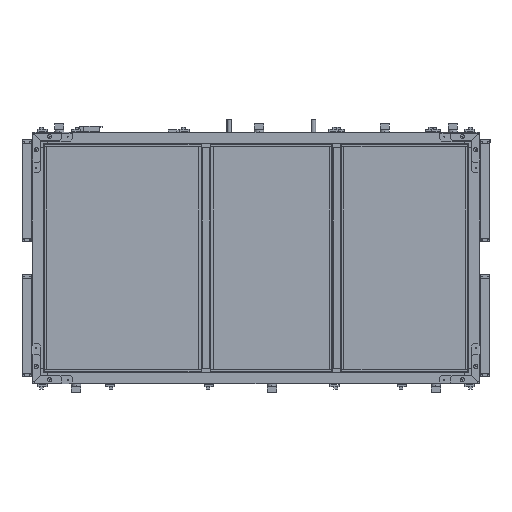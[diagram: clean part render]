
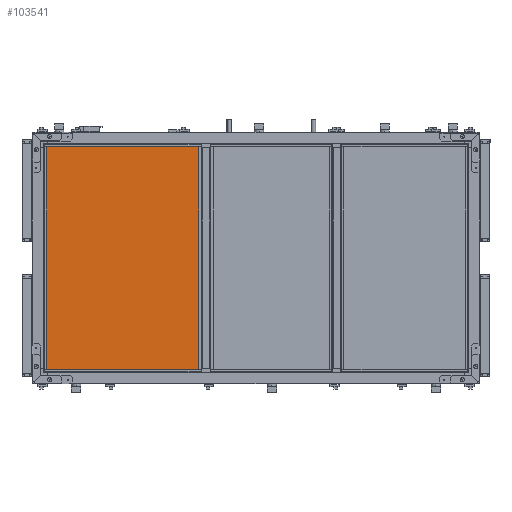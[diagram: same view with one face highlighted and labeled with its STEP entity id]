
A CAD part, front view. The second image highlights one B-rep face of the part: STEP entity #103541.
In plain terms, the highlighted face is planar.
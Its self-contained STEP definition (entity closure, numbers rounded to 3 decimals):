
#773 = VECTOR ( 'NONE', #1095, 1000. ) ;
#1095 = DIRECTION ( 'NONE',  ( 0., 1., 0. ) ) ;
#15131 = VERTEX_POINT ( 'NONE', #87535 ) ;
#20839 = DIRECTION ( 'NONE',  ( 1., 0., 0. ) ) ;
#23370 = CARTESIAN_POINT ( 'NONE',  ( -383.7, 556.2, 0. ) ) ;
#34737 = EDGE_CURVE ( 'NONE', #74004, #15131, #110521, .T. ) ;
#34847 = CARTESIAN_POINT ( 'NONE',  ( -383.7, -556.2, 0. ) ) ;
#35193 = DIRECTION ( 'NONE',  ( -1., 0., 0. ) ) ;
#40696 = EDGE_LOOP ( 'NONE', ( #89182, #73218, #143690, #130640 ) ) ;
#45454 = CARTESIAN_POINT ( 'NONE',  ( 383.7, 556.2, 0. ) ) ;
#48898 = DIRECTION ( 'NONE',  ( 0., 0., -1. ) ) ;
#48924 = EDGE_CURVE ( 'NONE', #15131, #56367, #133363, .T. ) ;
#50616 = VECTOR ( 'NONE', #131315, 1000. ) ;
#51743 = AXIS2_PLACEMENT_3D ( 'NONE', #105209, #48898, #99905 ) ;
#56367 = VERTEX_POINT ( 'NONE', #77981 ) ;
#60010 = PLANE ( 'NONE',  #51743 ) ;
#66816 = VECTOR ( 'NONE', #35193, 1000. ) ;
#67556 = EDGE_CURVE ( 'NONE', #97602, #74004, #80373, .T. ) ;
#71163 = FACE_OUTER_BOUND ( 'NONE', #40696, .T. ) ;
#71187 = VECTOR ( 'NONE', #20839, 1000. ) ;
#73218 = ORIENTED_EDGE ( 'NONE', *, *, #48924, .F. ) ;
#74004 = VERTEX_POINT ( 'NONE', #123365 ) ;
#77981 = CARTESIAN_POINT ( 'NONE',  ( 383.7, -556.2, 0. ) ) ;
#80373 = LINE ( 'NONE', #23370, #66816 ) ;
#86144 = CARTESIAN_POINT ( 'NONE',  ( -383.7, 556.2, 0. ) ) ;
#87535 = CARTESIAN_POINT ( 'NONE',  ( -383.7, -556.2, 0. ) ) ;
#89182 = ORIENTED_EDGE ( 'NONE', *, *, #112201, .F. ) ;
#93953 = CARTESIAN_POINT ( 'NONE',  ( 383.7, 556.2, 0. ) ) ;
#97602 = VERTEX_POINT ( 'NONE', #93953 ) ;
#99905 = DIRECTION ( 'NONE',  ( 0., -1., 0. ) ) ;
#101760 = LINE ( 'NONE', #45454, #773 ) ;
#103541 = ADVANCED_FACE ( 'NONE', ( #71163 ), #60010, .T. ) ;
#105209 = CARTESIAN_POINT ( 'NONE',  ( 0., 0., 0. ) ) ;
#110521 = LINE ( 'NONE', #86144, #50616 ) ;
#112201 = EDGE_CURVE ( 'NONE', #56367, #97602, #101760, .T. ) ;
#123365 = CARTESIAN_POINT ( 'NONE',  ( -383.7, 556.2, 0. ) ) ;
#130640 = ORIENTED_EDGE ( 'NONE', *, *, #67556, .F. ) ;
#131315 = DIRECTION ( 'NONE',  ( 0., -1., 0. ) ) ;
#133363 = LINE ( 'NONE', #34847, #71187 ) ;
#143690 = ORIENTED_EDGE ( 'NONE', *, *, #34737, .F. ) ;
